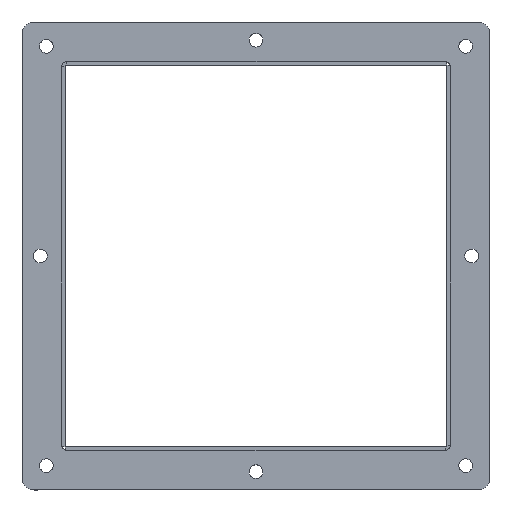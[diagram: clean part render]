
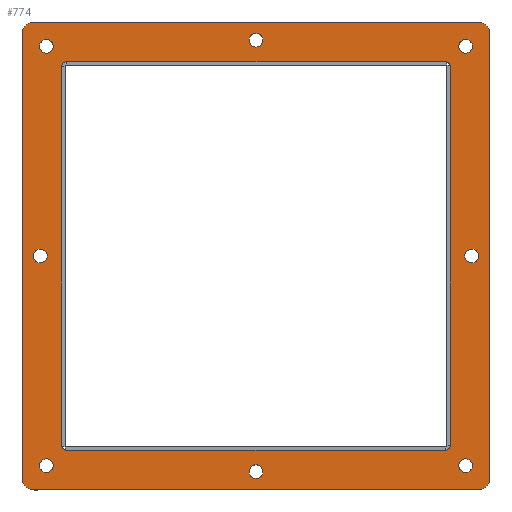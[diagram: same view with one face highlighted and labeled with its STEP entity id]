
A CAD part, top view. The second image highlights one B-rep face of the part: STEP entity #774.
In plain terms, the highlighted planar face has unit normal (0, 0, 1).
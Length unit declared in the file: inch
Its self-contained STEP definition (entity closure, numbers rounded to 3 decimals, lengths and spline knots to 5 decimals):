
#44=FACE_BOUND('',#178,.T.);
#45=FACE_BOUND('',#179,.T.);
#46=FACE_BOUND('',#180,.T.);
#47=FACE_BOUND('',#181,.T.);
#48=FACE_BOUND('',#182,.T.);
#49=FACE_BOUND('',#183,.T.);
#50=FACE_BOUND('',#184,.T.);
#51=FACE_BOUND('',#185,.T.);
#52=FACE_BOUND('',#186,.T.);
#80=PLANE('',#854);
#120=FACE_OUTER_BOUND('',#177,.T.);
#177=EDGE_LOOP('',(#651,#652,#653,#654,#655,#656,#657,#658));
#178=EDGE_LOOP('',(#659));
#179=EDGE_LOOP('',(#660));
#180=EDGE_LOOP('',(#661));
#181=EDGE_LOOP('',(#662));
#182=EDGE_LOOP('',(#663,#664,#665,#666,#667,#668,#669,#670));
#183=EDGE_LOOP('',(#671));
#184=EDGE_LOOP('',(#672));
#185=EDGE_LOOP('',(#673));
#186=EDGE_LOOP('',(#674));
#192=CIRCLE('',#799,0.125);
#194=CIRCLE('',#803,0.125);
#196=CIRCLE('',#807,0.125);
#198=CIRCLE('',#811,0.125);
#200=CIRCLE('',#815,0.14063);
#202=CIRCLE('',#818,0.14063);
#204=CIRCLE('',#821,0.14063);
#206=CIRCLE('',#824,0.14063);
#207=CIRCLE('',#826,0.25);
#216=CIRCLE('',#838,0.25);
#217=CIRCLE('',#841,0.25);
#218=CIRCLE('',#844,0.25);
#219=CIRCLE('',#846,0.14063);
#220=CIRCLE('',#848,0.14063);
#221=CIRCLE('',#850,0.14063);
#222=CIRCLE('',#852,0.14063);
#251=LINE('',#1156,#307);
#254=LINE('',#1167,#310);
#258=LINE('',#1179,#314);
#261=LINE('',#1188,#317);
#267=LINE('',#1224,#323);
#273=LINE('',#1252,#329);
#276=LINE('',#1260,#332);
#278=LINE('',#1278,#334);
#307=VECTOR('',#936,7.75);
#310=VECTOR('',#947,7.75);
#314=VECTOR('',#959,7.75);
#317=VECTOR('',#970,7.75);
#323=VECTOR('',#1008,9.125);
#329=VECTOR('',#1036,9.125);
#332=VECTOR('',#1045,9.125);
#334=VECTOR('',#1069,9.125);
#353=VERTEX_POINT('',#1146);
#354=VERTEX_POINT('',#1148);
#356=VERTEX_POINT('',#1154);
#359=VERTEX_POINT('',#1161);
#360=VERTEX_POINT('',#1163);
#363=VERTEX_POINT('',#1173);
#364=VERTEX_POINT('',#1175);
#366=VERTEX_POINT('',#1184);
#368=VERTEX_POINT('',#1193);
#370=VERTEX_POINT('',#1198);
#372=VERTEX_POINT('',#1203);
#374=VERTEX_POINT('',#1208);
#375=VERTEX_POINT('',#1211);
#376=VERTEX_POINT('',#1212);
#380=VERTEX_POINT('',#1222);
#390=VERTEX_POINT('',#1246);
#391=VERTEX_POINT('',#1250);
#392=VERTEX_POINT('',#1254);
#393=VERTEX_POINT('',#1258);
#394=VERTEX_POINT('',#1262);
#395=VERTEX_POINT('',#1266);
#396=VERTEX_POINT('',#1269);
#397=VERTEX_POINT('',#1272);
#398=VERTEX_POINT('',#1275);
#429=EDGE_CURVE('',#353,#354,#192,.T.);
#433=EDGE_CURVE('',#353,#356,#251,.T.);
#436=EDGE_CURVE('',#359,#360,#194,.T.);
#438=EDGE_CURVE('',#359,#354,#254,.T.);
#442=EDGE_CURVE('',#363,#364,#196,.T.);
#444=EDGE_CURVE('',#363,#360,#258,.T.);
#448=EDGE_CURVE('',#366,#356,#198,.T.);
#449=EDGE_CURVE('',#366,#364,#261,.T.);
#452=EDGE_CURVE('',#368,#368,#200,.T.);
#454=EDGE_CURVE('',#370,#370,#202,.T.);
#456=EDGE_CURVE('',#372,#372,#204,.T.);
#458=EDGE_CURVE('',#374,#374,#206,.T.);
#459=EDGE_CURVE('',#375,#376,#207,.T.);
#465=EDGE_CURVE('',#380,#375,#267,.T.);
#476=EDGE_CURVE('',#390,#380,#216,.T.);
#479=EDGE_CURVE('',#391,#390,#273,.T.);
#480=EDGE_CURVE('',#392,#391,#217,.T.);
#483=EDGE_CURVE('',#393,#392,#276,.T.);
#484=EDGE_CURVE('',#394,#393,#218,.T.);
#486=EDGE_CURVE('',#395,#395,#219,.T.);
#487=EDGE_CURVE('',#396,#396,#220,.T.);
#488=EDGE_CURVE('',#397,#397,#221,.T.);
#489=EDGE_CURVE('',#398,#398,#222,.T.);
#490=EDGE_CURVE('',#376,#394,#278,.T.);
#651=ORIENTED_EDGE('',*,*,#459,.F.);
#652=ORIENTED_EDGE('',*,*,#465,.F.);
#653=ORIENTED_EDGE('',*,*,#476,.F.);
#654=ORIENTED_EDGE('',*,*,#479,.F.);
#655=ORIENTED_EDGE('',*,*,#480,.F.);
#656=ORIENTED_EDGE('',*,*,#483,.F.);
#657=ORIENTED_EDGE('',*,*,#484,.F.);
#658=ORIENTED_EDGE('',*,*,#490,.F.);
#659=ORIENTED_EDGE('',*,*,#452,.T.);
#660=ORIENTED_EDGE('',*,*,#454,.T.);
#661=ORIENTED_EDGE('',*,*,#456,.T.);
#662=ORIENTED_EDGE('',*,*,#458,.T.);
#663=ORIENTED_EDGE('',*,*,#433,.T.);
#664=ORIENTED_EDGE('',*,*,#448,.F.);
#665=ORIENTED_EDGE('',*,*,#449,.T.);
#666=ORIENTED_EDGE('',*,*,#442,.F.);
#667=ORIENTED_EDGE('',*,*,#444,.T.);
#668=ORIENTED_EDGE('',*,*,#436,.F.);
#669=ORIENTED_EDGE('',*,*,#438,.T.);
#670=ORIENTED_EDGE('',*,*,#429,.F.);
#671=ORIENTED_EDGE('',*,*,#486,.T.);
#672=ORIENTED_EDGE('',*,*,#487,.T.);
#673=ORIENTED_EDGE('',*,*,#488,.T.);
#674=ORIENTED_EDGE('',*,*,#489,.T.);
#774=ADVANCED_FACE('',(#120,#44,#45,#46,#47,#48,#49,#50,#51,#52),#80,.T.);
#799=AXIS2_PLACEMENT_3D('',#1149,#929,#930);
#803=AXIS2_PLACEMENT_3D('',#1164,#942,#943);
#807=AXIS2_PLACEMENT_3D('',#1176,#954,#955);
#811=AXIS2_PLACEMENT_3D('',#1186,#966,#967);
#815=AXIS2_PLACEMENT_3D('',#1194,#976,#977);
#818=AXIS2_PLACEMENT_3D('',#1199,#982,#983);
#821=AXIS2_PLACEMENT_3D('',#1204,#988,#989);
#824=AXIS2_PLACEMENT_3D('',#1209,#994,#995);
#826=AXIS2_PLACEMENT_3D('',#1213,#998,#999);
#838=AXIS2_PLACEMENT_3D('',#1247,#1030,#1031);
#841=AXIS2_PLACEMENT_3D('',#1255,#1039,#1040);
#844=AXIS2_PLACEMENT_3D('',#1263,#1048,#1049);
#846=AXIS2_PLACEMENT_3D('',#1267,#1053,#1054);
#848=AXIS2_PLACEMENT_3D('',#1270,#1057,#1058);
#850=AXIS2_PLACEMENT_3D('',#1273,#1061,#1062);
#852=AXIS2_PLACEMENT_3D('',#1276,#1065,#1066);
#854=AXIS2_PLACEMENT_3D('',#1279,#1070,#1071);
#929=DIRECTION('center_axis',(0.,0.,1.));
#930=DIRECTION('ref_axis',(-0.707,-0.707,0.));
#936=DIRECTION('',(0.,1.,0.));
#942=DIRECTION('center_axis',(0.,0.,1.));
#943=DIRECTION('ref_axis',(0.707,-0.707,0.));
#947=DIRECTION('',(-1.,0.,0.));
#954=DIRECTION('center_axis',(0.,0.,1.));
#955=DIRECTION('ref_axis',(0.707,0.707,0.));
#959=DIRECTION('',(0.,-1.,0.));
#966=DIRECTION('center_axis',(0.,0.,1.));
#967=DIRECTION('ref_axis',(-0.707,0.707,0.));
#970=DIRECTION('',(1.,0.,0.));
#976=DIRECTION('center_axis',(0.,0.,-1.));
#977=DIRECTION('ref_axis',(-1.,0.,0.));
#982=DIRECTION('center_axis',(0.,0.,-1.));
#983=DIRECTION('ref_axis',(-1.,0.,0.));
#988=DIRECTION('center_axis',(0.,0.,-1.));
#989=DIRECTION('ref_axis',(-1.,0.,0.));
#994=DIRECTION('center_axis',(0.,0.,-1.));
#995=DIRECTION('ref_axis',(-1.,0.,0.));
#998=DIRECTION('center_axis',(0.,0.,-1.));
#999=DIRECTION('ref_axis',(-0.707,-0.707,0.));
#1008=DIRECTION('',(-1.,0.,0.));
#1030=DIRECTION('center_axis',(0.,0.,-1.));
#1031=DIRECTION('ref_axis',(0.707,-0.707,0.));
#1036=DIRECTION('',(0.,-1.,0.));
#1039=DIRECTION('center_axis',(0.,0.,-1.));
#1040=DIRECTION('ref_axis',(0.707,0.707,0.));
#1045=DIRECTION('',(1.,0.,0.));
#1048=DIRECTION('center_axis',(0.,0.,-1.));
#1049=DIRECTION('ref_axis',(-0.707,0.707,0.));
#1053=DIRECTION('center_axis',(0.,0.,-1.));
#1054=DIRECTION('ref_axis',(-1.,0.,0.));
#1057=DIRECTION('center_axis',(0.,0.,-1.));
#1058=DIRECTION('ref_axis',(-1.,0.,0.));
#1061=DIRECTION('center_axis',(0.,0.,-1.));
#1062=DIRECTION('ref_axis',(-1.,0.,0.));
#1065=DIRECTION('center_axis',(0.,0.,-1.));
#1066=DIRECTION('ref_axis',(-1.,0.,0.));
#1069=DIRECTION('',(0.,1.,0.));
#1070=DIRECTION('center_axis',(0.,0.,1.));
#1071=DIRECTION('ref_axis',(1.,0.,0.));
#1146=CARTESIAN_POINT('',(-4.,-3.875,0.125));
#1148=CARTESIAN_POINT('',(-3.875,-4.,0.125));
#1149=CARTESIAN_POINT('Origin',(-3.875,-3.875,0.125));
#1154=CARTESIAN_POINT('',(-4.,3.875,0.125));
#1156=CARTESIAN_POINT('',(-4.,-2.,0.125));
#1161=CARTESIAN_POINT('',(3.875,-4.,0.125));
#1163=CARTESIAN_POINT('',(4.,-3.875,0.125));
#1164=CARTESIAN_POINT('Origin',(3.875,-3.875,0.125));
#1167=CARTESIAN_POINT('',(2.,-4.,0.125));
#1173=CARTESIAN_POINT('',(4.,3.875,0.125));
#1175=CARTESIAN_POINT('',(3.875,4.,0.125));
#1176=CARTESIAN_POINT('Origin',(3.875,3.875,0.125));
#1179=CARTESIAN_POINT('',(4.,2.,0.125));
#1184=CARTESIAN_POINT('',(-3.875,4.,0.125));
#1186=CARTESIAN_POINT('Origin',(-3.875,3.875,0.125));
#1188=CARTESIAN_POINT('',(-2.,4.,0.125));
#1193=CARTESIAN_POINT('',(4.57813,0.,0.125));
#1194=CARTESIAN_POINT('Origin',(4.4375,0.,0.125));
#1198=CARTESIAN_POINT('',(0.14063,4.4375,0.125));
#1199=CARTESIAN_POINT('Origin',(0.,4.4375,0.125));
#1203=CARTESIAN_POINT('',(-4.29688,0.,0.125));
#1204=CARTESIAN_POINT('Origin',(-4.4375,0.,0.125));
#1208=CARTESIAN_POINT('',(0.14063,-4.4375,0.125));
#1209=CARTESIAN_POINT('Origin',(0.,-4.4375,0.125));
#1211=CARTESIAN_POINT('',(-4.5625,-4.8125,0.125));
#1212=CARTESIAN_POINT('',(-4.8125,-4.5625,0.125));
#1213=CARTESIAN_POINT('Origin',(-4.5625,-4.5625,0.125));
#1222=CARTESIAN_POINT('',(4.5625,-4.8125,0.125));
#1224=CARTESIAN_POINT('',(-4.8125,-4.8125,0.125));
#1246=CARTESIAN_POINT('',(4.8125,-4.5625,0.125));
#1247=CARTESIAN_POINT('Origin',(4.5625,-4.5625,0.125));
#1250=CARTESIAN_POINT('',(4.8125,4.5625,0.125));
#1252=CARTESIAN_POINT('',(4.8125,-4.8125,0.125));
#1254=CARTESIAN_POINT('',(4.5625,4.8125,0.125));
#1255=CARTESIAN_POINT('Origin',(4.5625,4.5625,0.125));
#1258=CARTESIAN_POINT('',(-4.5625,4.8125,0.125));
#1260=CARTESIAN_POINT('',(4.8125,4.8125,0.125));
#1262=CARTESIAN_POINT('',(-4.8125,4.5625,0.125));
#1263=CARTESIAN_POINT('Origin',(-4.5625,4.5625,0.125));
#1266=CARTESIAN_POINT('',(-4.17188,4.3125,0.125));
#1267=CARTESIAN_POINT('Origin',(-4.3125,4.3125,0.125));
#1269=CARTESIAN_POINT('',(-4.17188,-4.3125,0.125));
#1270=CARTESIAN_POINT('Origin',(-4.3125,-4.3125,0.125));
#1272=CARTESIAN_POINT('',(4.45313,-4.3125,0.125));
#1273=CARTESIAN_POINT('Origin',(4.3125,-4.3125,0.125));
#1275=CARTESIAN_POINT('',(4.45313,4.3125,0.125));
#1276=CARTESIAN_POINT('Origin',(4.3125,4.3125,0.125));
#1278=CARTESIAN_POINT('',(-4.8125,4.8125,0.125));
#1279=CARTESIAN_POINT('Origin',(0.,0.,
0.125));
